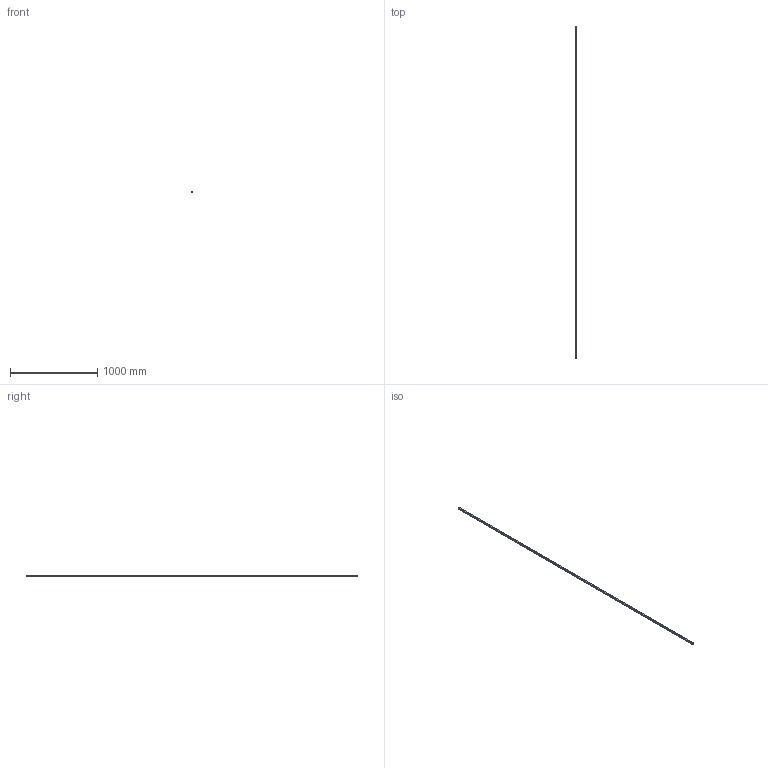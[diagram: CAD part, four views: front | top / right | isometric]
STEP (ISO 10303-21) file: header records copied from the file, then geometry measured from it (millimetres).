
FILE_DESCRIPTION(('STEP AP214'),'1');
FILE_NAME('cctmp_43729C5D-A39F-44AC-B415-865C1BAC2FBE_2021_02_03_14_15_35_0085..stp','2021-02-03T13:15:35',('HIWIN GmbH'),('CADClick - www.CADClick.com'),'Spatial InterOp 3D',' ','unknown authorization');
FILE_SCHEMA(('AUTOMOTIVE_DESIGN'));
Length unit declared in the file: millimetre
Products named in the file (1): EGR20R3800C_FILE
Bounding box: 20 x 3800 x 15.5 mm (x, y, z)
Volume: 1019258.1 mm3; surface area: 303982.6 mm2
Topology: 1 solids, 1 shells, 871 faces, 1955 edges, 1218 vertices
Faces by surface type: plane 469, cylinder 402
Entity records: 31413 total; most frequent: DIRECTION 4759, CARTESIAN_POINT 4045, ORIENTED_EDGE 3910, EDGE_CURVE 1955, AXIS2_PLACEMENT_3D 1932, VERTEX_POINT 1218, EDGE_LOOP 1003, LINE 895
